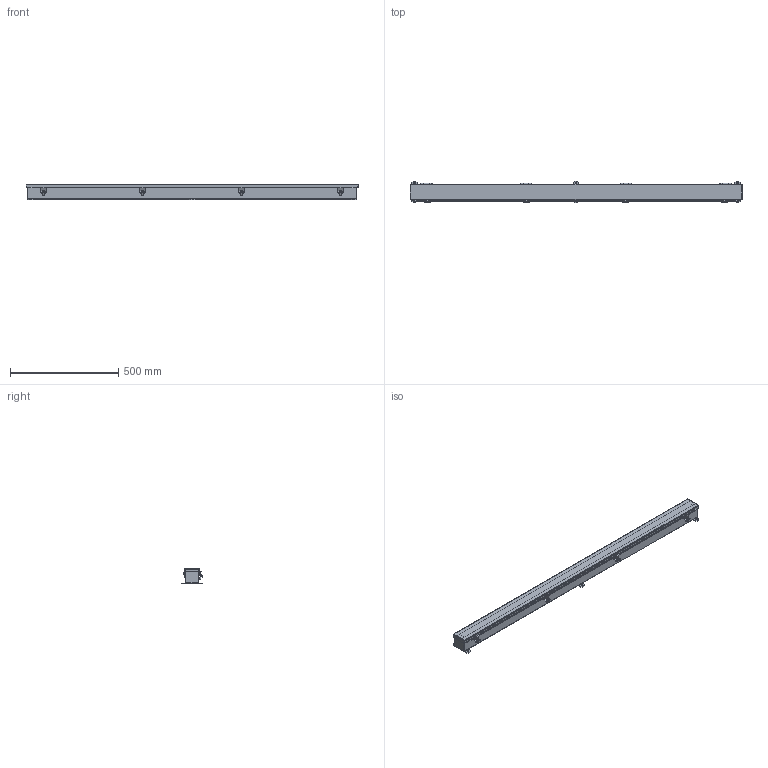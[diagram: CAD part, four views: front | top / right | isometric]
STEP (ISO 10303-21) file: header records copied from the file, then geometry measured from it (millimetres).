
FILE_DESCRIPTION (( 'STEP AP214' ), '1' );
FILE_NAME ('1486B60SS.STEP', '2023-05-05T18:36:47', ( '' ), ( '' ), 'SwSTEP 2.0', 'SolidWorks 2021', '' );
FILE_SCHEMA (( 'AUTOMOTIVE_DESIGN' ));
Length unit declared in the file: inch
Products named in the file (1): 1486B60SS
Bounding box: 1533.53 x 101.6 x 70.28 mm (x, y, z)
Volume: 1206617.2 mm3; surface area: 1146192.9 mm2
Topology: 16 solids, 16 shells, 642 faces, 1758 edges, 1144 vertices
Faces by surface type: plane 444, cylinder 160, cone 20, bspline 10, torus 8
Full cylindrical faces by diameter (mm): 4.572 x4, 5.41 x4, 6.35 x4, 7.937 x4, 7.938 x2, 12.268 x4
Entity records: 30247 total; most frequent: CARTESIAN_POINT 5573, ORIENTED_EDGE 3400, DIRECTION 3218, EDGE_CURVE 1700, VECTOR 1224, LINE 1224, VERTEX_POINT 1128, AXIS2_PLACEMENT_3D 997
